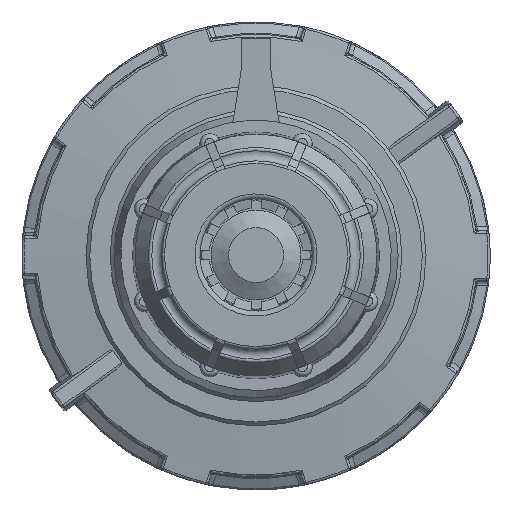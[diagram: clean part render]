
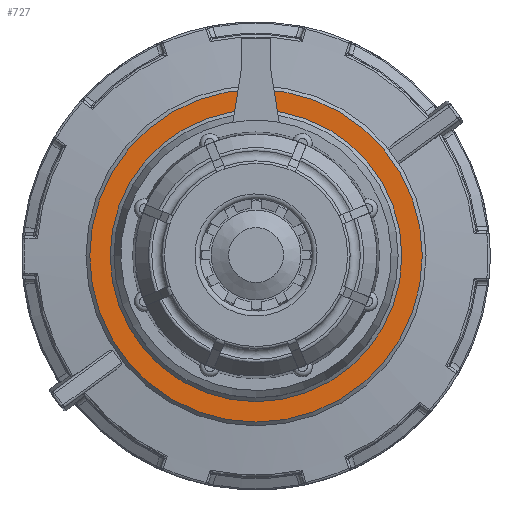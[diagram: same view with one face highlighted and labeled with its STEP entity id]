
A CAD part, top view. The second image highlights one B-rep face of the part: STEP entity #727.
In plain terms, the highlighted face is planar.
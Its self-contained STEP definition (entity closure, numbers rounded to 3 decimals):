
#727 = ADVANCED_FACE ( 'NONE', ( #11821, #5380 ), #10272, .F. ) ;
#2105 = CIRCLE ( 'NONE', #11329, 29.25 ) ;
#2785 = CARTESIAN_POINT ( 'NONE',  ( 0., 12.75, 0. ) ) ;
#3985 = AXIS2_PLACEMENT_3D ( 'NONE', #19530, #14477, #4113 ) ;
#4113 = DIRECTION ( 'NONE',  ( 0., 0., -1. ) ) ;
#4945 = CARTESIAN_POINT ( 'NONE',  ( 0., 12.75, -29.25 ) ) ;
#5323 = EDGE_LOOP ( 'NONE', ( #8004 ) ) ;
#5380 = FACE_BOUND ( 'NONE', #14181, .T. ) ;
#7588 = ORIENTED_EDGE ( 'NONE', *, *, #13410, .T. ) ;
#8004 = ORIENTED_EDGE ( 'NONE', *, *, #17834, .T. ) ;
#8253 = AXIS2_PLACEMENT_3D ( 'NONE', #13850, #15276, #11938 ) ;
#9551 = DIRECTION ( 'NONE',  ( 0., -1., 0. ) ) ;
#10272 = PLANE ( 'NONE',  #8253 ) ;
#11329 = AXIS2_PLACEMENT_3D ( 'NONE', #2785, #9551, #16343 ) ;
#11821 = FACE_OUTER_BOUND ( 'NONE', #5323, .T. ) ;
#11938 = DIRECTION ( 'NONE',  ( 0., 0., -1. ) ) ;
#13410 = EDGE_CURVE ( 'NONE', #16401, #16401, #2105, .T. ) ;
#13584 = CIRCLE ( 'NONE', #3985, 33.35 ) ;
#13626 = VERTEX_POINT ( 'NONE', #18704 ) ;
#13850 = CARTESIAN_POINT ( 'NONE',  ( -28.5, 12.75, 0. ) ) ;
#14181 = EDGE_LOOP ( 'NONE', ( #7588 ) ) ;
#14477 = DIRECTION ( 'NONE',  ( 0., 1., 0. ) ) ;
#15276 = DIRECTION ( 'NONE',  ( 0., -1., 0. ) ) ;
#16343 = DIRECTION ( 'NONE',  ( 0., 0., -1. ) ) ;
#16401 = VERTEX_POINT ( 'NONE', #4945 ) ;
#17834 = EDGE_CURVE ( 'NONE', #13626, #13626, #13584, .T. ) ;
#18704 = CARTESIAN_POINT ( 'NONE',  ( 0., 12.75, -33.35 ) ) ;
#19530 = CARTESIAN_POINT ( 'NONE',  ( 0., 12.75, 0. ) ) ;
